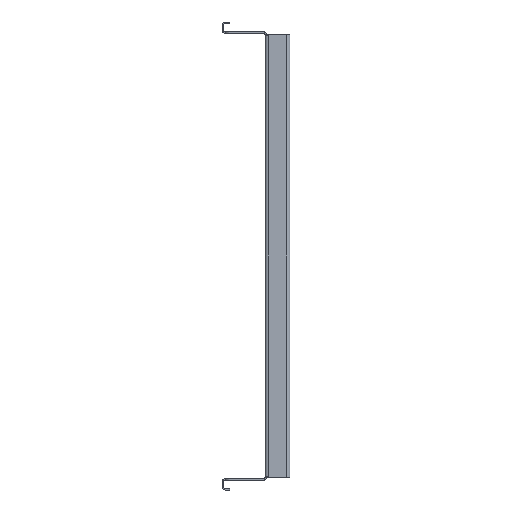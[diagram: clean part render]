
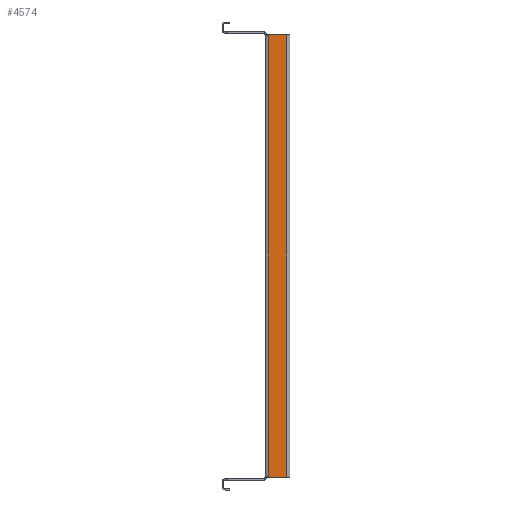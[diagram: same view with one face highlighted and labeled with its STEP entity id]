
A CAD part, left-side view. The second image highlights one B-rep face of the part: STEP entity #4574.
In plain terms, the highlighted planar face has unit normal (-1, 0, 0).
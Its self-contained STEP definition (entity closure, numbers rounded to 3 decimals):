
#50 = DIRECTION ( 'NONE',  ( -1., 0., 0. ) ) ;
#431 = VECTOR ( 'NONE', #5492, 1000. ) ;
#1449 = DIRECTION ( 'NONE',  ( 0., -1., 0. ) ) ;
#1558 = ORIENTED_EDGE ( 'NONE', *, *, #9109, .T. ) ;
#1819 = CARTESIAN_POINT ( 'NONE',  ( -180., -29., -293. ) ) ;
#2248 = VERTEX_POINT ( 'NONE', #6556 ) ;
#2491 = AXIS2_PLACEMENT_3D ( 'NONE', #2656, #50, #1449 ) ;
#2656 = CARTESIAN_POINT ( 'NONE',  ( -180., 0., 0. ) ) ;
#2835 = LINE ( 'NONE', #5659, #5850 ) ;
#3907 = CARTESIAN_POINT ( 'NONE',  ( -180., 0., -293. ) ) ;
#4096 = VERTEX_POINT ( 'NONE', #4870 ) ;
#4380 = EDGE_CURVE ( 'NONE', #4096, #9396, #4997, .T. ) ;
#4574 = ADVANCED_FACE ( 'NONE', ( #8305 ), #10893, .T. ) ;
#4600 = ORIENTED_EDGE ( 'NONE', *, *, #4380, .T. ) ;
#4851 = ORIENTED_EDGE ( 'NONE', *, *, #8403, .T. ) ;
#4870 = CARTESIAN_POINT ( 'NONE',  ( -180., -4., -293. ) ) ;
#4997 = LINE ( 'NONE', #3907, #9197 ) ;
#5192 = DIRECTION ( 'NONE',  ( 0., 0., -1. ) ) ;
#5294 = CARTESIAN_POINT ( 'NONE',  ( -180., -29., 293. ) ) ;
#5492 = DIRECTION ( 'NONE',  ( 0., 0., 1. ) ) ;
#5659 = CARTESIAN_POINT ( 'NONE',  ( -180., 0., 293. ) ) ;
#5850 = VECTOR ( 'NONE', #8245, 1000. ) ;
#6061 = CARTESIAN_POINT ( 'NONE',  ( -180., -4., 0. ) ) ;
#6556 = CARTESIAN_POINT ( 'NONE',  ( -180., -4., 293. ) ) ;
#6999 = ORIENTED_EDGE ( 'NONE', *, *, #7252, .T. ) ;
#7252 = EDGE_CURVE ( 'NONE', #2248, #4096, #7907, .T. ) ;
#7538 = VERTEX_POINT ( 'NONE', #5294 ) ;
#7907 = LINE ( 'NONE', #6061, #8123 ) ;
#8123 = VECTOR ( 'NONE', #5192, 1000. ) ;
#8245 = DIRECTION ( 'NONE',  ( 0., 1., 0. ) ) ;
#8255 = LINE ( 'NONE', #1819, #431 ) ;
#8305 = FACE_OUTER_BOUND ( 'NONE', #9270, .T. ) ;
#8403 = EDGE_CURVE ( 'NONE', #9396, #7538, #8255, .T. ) ;
#8603 = DIRECTION ( 'NONE',  ( 0., -1., 0. ) ) ;
#9109 = EDGE_CURVE ( 'NONE', #7538, #2248, #2835, .T. ) ;
#9197 = VECTOR ( 'NONE', #8603, 1000. ) ;
#9270 = EDGE_LOOP ( 'NONE', ( #4600, #4851, #1558, #6999 ) ) ;
#9396 = VERTEX_POINT ( 'NONE', #11854 ) ;
#10893 = PLANE ( 'NONE',  #2491 ) ;
#11854 = CARTESIAN_POINT ( 'NONE',  ( -180., -29., -293. ) ) ;
